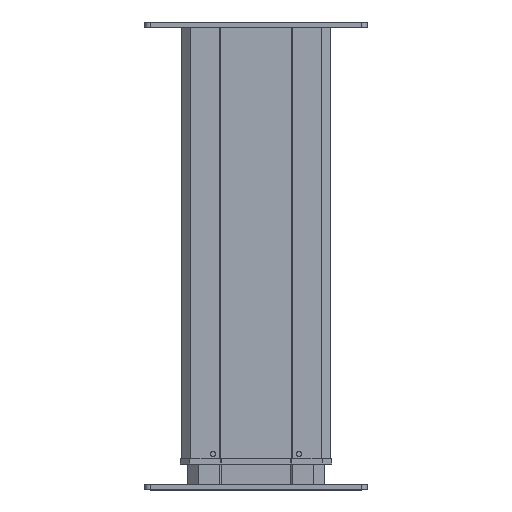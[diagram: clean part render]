
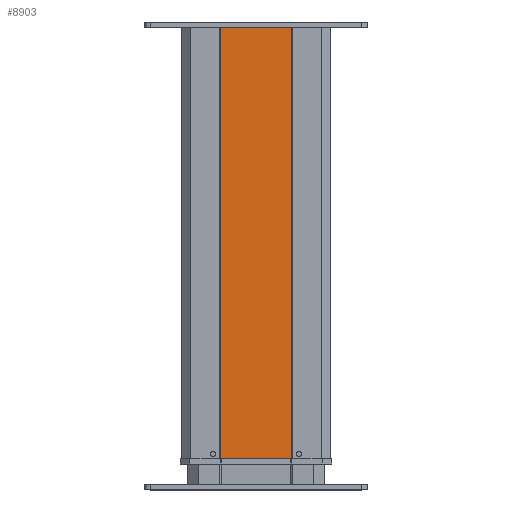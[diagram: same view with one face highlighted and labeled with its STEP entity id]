
A CAD part, top view. The second image highlights one B-rep face of the part: STEP entity #8903.
In plain terms, the highlighted planar face has unit normal (0, 0, 1).
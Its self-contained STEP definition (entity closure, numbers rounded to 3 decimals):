
#93 = LINE ( 'NONE', #10472, #5295 ) ;
#98 = VECTOR ( 'NONE', #10156, 1000. ) ;
#607 = CARTESIAN_POINT ( 'NONE',  ( -31.5, 0., 66. ) ) ;
#1508 = AXIS2_PLACEMENT_3D ( 'NONE', #10523, #7892, #2656 ) ;
#1797 = PLANE ( 'NONE',  #1508 ) ;
#2217 = CARTESIAN_POINT ( 'NONE',  ( -31.5, 390., 66. ) ) ;
#2288 = VERTEX_POINT ( 'NONE', #607 ) ;
#2656 = DIRECTION ( 'NONE',  ( -1., 0., 0. ) ) ;
#2678 = ORIENTED_EDGE ( 'NONE', *, *, #11162, .F. ) ;
#2679 = VECTOR ( 'NONE', #5775, 1000. ) ;
#3034 = CARTESIAN_POINT ( 'NONE',  ( 31.5, 390., 66. ) ) ;
#3356 = FACE_OUTER_BOUND ( 'NONE', #5325, .T. ) ;
#4043 = CARTESIAN_POINT ( 'NONE',  ( -31.5, 589.505, 66. ) ) ;
#4540 = VERTEX_POINT ( 'NONE', #3034 ) ;
#4639 = EDGE_CURVE ( 'NONE', #8874, #2288, #6799, .T. ) ;
#4821 = CARTESIAN_POINT ( 'NONE',  ( -31.5, 390., 66. ) ) ;
#5216 = DIRECTION ( 'NONE',  ( 0., -1., 0. ) ) ;
#5295 = VECTOR ( 'NONE', #5216, 1000. ) ;
#5325 = EDGE_LOOP ( 'NONE', ( #2678, #11129, #7289, #10385 ) ) ;
#5775 = DIRECTION ( 'NONE',  ( 1., 0., 0. ) ) ;
#6799 = LINE ( 'NONE', #4043, #98 ) ;
#7051 = VECTOR ( 'NONE', #10104, 1000. ) ;
#7289 = ORIENTED_EDGE ( 'NONE', *, *, #8285, .T. ) ;
#7866 = EDGE_CURVE ( 'NONE', #4540, #9171, #93, .T. ) ;
#7892 = DIRECTION ( 'NONE',  ( 0., 0., -1. ) ) ;
#8184 = CARTESIAN_POINT ( 'NONE',  ( 31.5, 0., 66. ) ) ;
#8285 = EDGE_CURVE ( 'NONE', #2288, #9171, #9669, .T. ) ;
#8874 = VERTEX_POINT ( 'NONE', #4821 ) ;
#8903 = ADVANCED_FACE ( 'NONE', ( #3356 ), #1797, .F. ) ;
#9171 = VERTEX_POINT ( 'NONE', #8184 ) ;
#9396 = LINE ( 'NONE', #2217, #7051 ) ;
#9669 = LINE ( 'NONE', #11049, #2679 ) ;
#10104 = DIRECTION ( 'NONE',  ( 1., 0., 0. ) ) ;
#10156 = DIRECTION ( 'NONE',  ( 0., -1., 0. ) ) ;
#10385 = ORIENTED_EDGE ( 'NONE', *, *, #7866, .F. ) ;
#10472 = CARTESIAN_POINT ( 'NONE',  ( 31.5, 589.505, 66. ) ) ;
#10523 = CARTESIAN_POINT ( 'NONE',  ( -31.5, 589.505, 66. ) ) ;
#11049 = CARTESIAN_POINT ( 'NONE',  ( -31.5, 0., 66. ) ) ;
#11129 = ORIENTED_EDGE ( 'NONE', *, *, #4639, .T. ) ;
#11162 = EDGE_CURVE ( 'NONE', #8874, #4540, #9396, .T. ) ;
